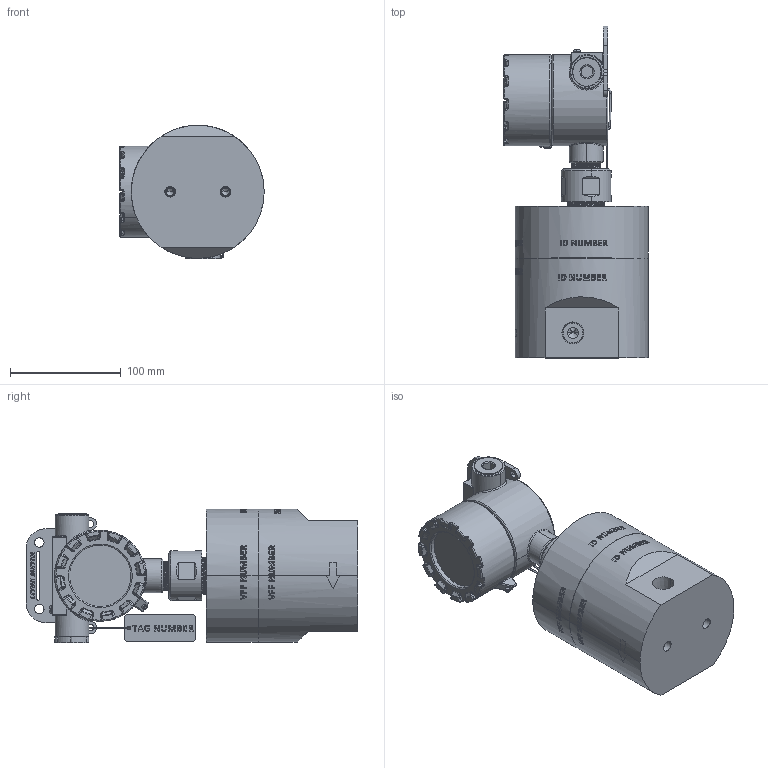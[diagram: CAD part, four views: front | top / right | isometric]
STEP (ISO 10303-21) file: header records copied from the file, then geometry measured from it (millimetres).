
FILE_DESCRIPTION (( 'STEP AP203' ), '1' );
FILE_NAME ('MF THREADED METER DIRECT FLOWPOD.STEP', '2015-04-01T15:00:12', ( 'User' ), ( '' ), 'SwSTEP 2.0', 'SolidWorks 2014', '' );
FILE_SCHEMA (( 'CONFIG_CONTROL_DESIGN' ));
Products named in the file (1): MF THREADED METER DIRECT FLOWPOD
Bounding box: 130.4 x 299.6 x 120.4 mm (x, y, z)
Volume: 1611139.2 mm3; surface area: 333316.8 mm2
Topology: 25 solids, 25 shells, 1641 faces, 4507 edges, 2969 vertices
Faces by surface type: plane 530, cylinder 508, cone 255, torus 157, bspline 133, sphere 58
Entity records: 98225 total; most frequent: CARTESIAN_POINT 57869, ORIENTED_EDGE 8750, DIRECTION 7984, EDGE_CURVE 4375, AXIS2_PLACEMENT_3D 3116, VERTEX_POINT 2969, EDGE_LOOP 1882, LINE 1752
